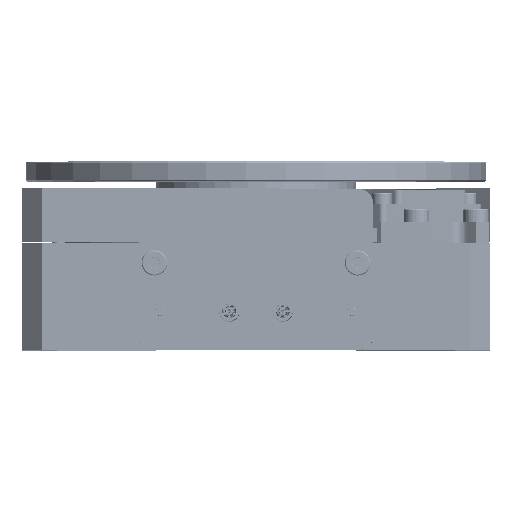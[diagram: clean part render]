
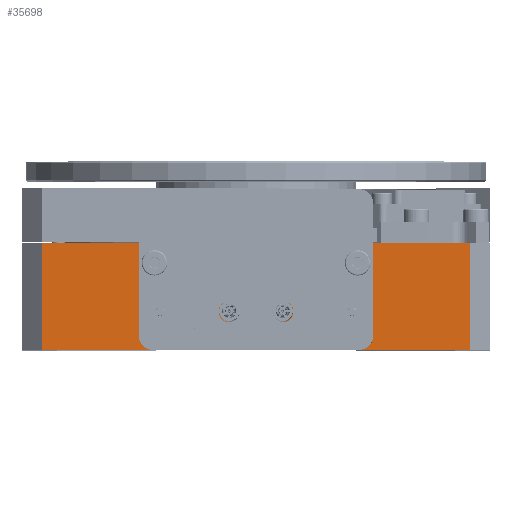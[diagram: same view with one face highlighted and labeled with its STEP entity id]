
A CAD part, top view. The second image highlights one B-rep face of the part: STEP entity #35698.
In plain terms, the highlighted planar face has unit normal (0, 0, 1).
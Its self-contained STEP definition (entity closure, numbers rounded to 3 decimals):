
#21 = VERTEX_POINT ( 'NONE', #14609 ) ;
#94 = DIRECTION ( 'NONE',  ( 0., 1., 0. ) ) ;
#895 = AXIS2_PLACEMENT_3D ( 'NONE', #8152, #11897, #52231 ) ;
#1110 = ORIENTED_EDGE ( 'NONE', *, *, #55279, .F. ) ;
#1343 = AXIS2_PLACEMENT_3D ( 'NONE', #20677, #7402, #2209 ) ;
#1376 = EDGE_CURVE ( 'NONE', #38495, #19464, #18438, .T. ) ;
#1603 = VECTOR ( 'NONE', #36988, 1000. ) ;
#1953 = LINE ( 'NONE', #41148, #45100 ) ;
#2209 = DIRECTION ( 'NONE',  ( 1., 0., 0. ) ) ;
#3105 = ORIENTED_EDGE ( 'NONE', *, *, #49800, .F. ) ;
#3410 = DIRECTION ( 'NONE',  ( -1., 0., 0. ) ) ;
#4168 = VERTEX_POINT ( 'NONE', #20362 ) ;
#5503 = VERTEX_POINT ( 'NONE', #42480 ) ;
#5984 = VERTEX_POINT ( 'NONE', #17875 ) ;
#7089 = CARTESIAN_POINT ( 'NONE',  ( 32., 16., 35. ) ) ;
#7402 = DIRECTION ( 'NONE',  ( 0., 0., 1. ) ) ;
#7431 = VERTEX_POINT ( 'NONE', #28266 ) ;
#7587 = VERTEX_POINT ( 'NONE', #47207 ) ;
#7893 = ORIENTED_EDGE ( 'NONE', *, *, #14449, .F. ) ;
#8152 = CARTESIAN_POINT ( 'NONE',  ( -15.2, 13., 35. ) ) ;
#8633 = EDGE_LOOP ( 'NONE', ( #21900, #34315, #1110, #38807, #48181, #17704, #18788, #52601, #7893, #42593, #3105, #53270 ) ) ;
#9271 = FACE_OUTER_BOUND ( 'NONE', #8633, .T. ) ;
#9428 = EDGE_LOOP ( 'NONE', ( #12461, #23336 ) ) ;
#9478 = EDGE_CURVE ( 'NONE', #7431, #7587, #54684, .T. ) ;
#10052 = VECTOR ( 'NONE', #3410, 1000. ) ;
#10655 = VERTEX_POINT ( 'NONE', #28729 ) ;
#11369 = DIRECTION ( 'NONE',  ( 1., 0., 0. ) ) ;
#11400 = LINE ( 'NONE', #7089, #18819 ) ;
#11606 = DIRECTION ( 'NONE',  ( 0., -1., 0. ) ) ;
#11897 = DIRECTION ( 'NONE',  ( 0., 0., 1. ) ) ;
#12461 = ORIENTED_EDGE ( 'NONE', *, *, #27202, .F. ) ;
#12462 = LINE ( 'NONE', #33792, #18699 ) ;
#12716 = EDGE_LOOP ( 'NONE', ( #30540, #50584 ) ) ;
#13278 = CARTESIAN_POINT ( 'NONE',  ( 15., 3., 35. ) ) ;
#13458 = CARTESIAN_POINT ( 'NONE',  ( -15.2, 13., 35. ) ) ;
#13888 = CARTESIAN_POINT ( 'NONE',  ( -35., 16., 35. ) ) ;
#14383 = CARTESIAN_POINT ( 'NONE',  ( 15., 3., 35. ) ) ;
#14449 = EDGE_CURVE ( 'NONE', #38495, #5984, #21569, .T. ) ;
#14609 = CARTESIAN_POINT ( 'NONE',  ( -15., 3., 35. ) ) ;
#15809 = CARTESIAN_POINT ( 'NONE',  ( 32., 16., 35. ) ) ;
#16083 = CARTESIAN_POINT ( 'NONE',  ( 15., 3., 35. ) ) ;
#16287 = LINE ( 'NONE', #20325, #30190 ) ;
#16777 = EDGE_CURVE ( 'NONE', #54167, #29206, #1953, .T. ) ;
#17704 = ORIENTED_EDGE ( 'NONE', *, *, #22740, .F. ) ;
#17875 = CARTESIAN_POINT ( 'NONE',  ( -4., 7., 35. ) ) ;
#18156 = CARTESIAN_POINT ( 'NONE',  ( 4., 16., 35. ) ) ;
#18220 = FACE_BOUND ( 'NONE', #9428, .T. ) ;
#18438 = LINE ( 'NONE', #18156, #45525 ) ;
#18628 = VERTEX_POINT ( 'NONE', #25182 ) ;
#18699 = VECTOR ( 'NONE', #11606, 1000. ) ;
#18788 = ORIENTED_EDGE ( 'NONE', *, *, #43337, .F. ) ;
#18819 = VECTOR ( 'NONE', #51441, 1000. ) ;
#18860 = CIRCLE ( 'NONE', #1343, 0.8 ) ;
#19186 = LINE ( 'NONE', #19459, #1603 ) ;
#19293 = VERTEX_POINT ( 'NONE', #50992 ) ;
#19459 = CARTESIAN_POINT ( 'NONE',  ( -35., 0., 35. ) ) ;
#19464 = VERTEX_POINT ( 'NONE', #24832 ) ;
#20325 = CARTESIAN_POINT ( 'NONE',  ( -35., 16., 35. ) ) ;
#20362 = CARTESIAN_POINT ( 'NONE',  ( -32., 16., 35. ) ) ;
#20616 = DIRECTION ( 'NONE',  ( 0., 0., 1. ) ) ;
#20677 = CARTESIAN_POINT ( 'NONE',  ( 15.2, 13., 35. ) ) ;
#21569 = LINE ( 'NONE', #38246, #10052 ) ;
#21900 = ORIENTED_EDGE ( 'NONE', *, *, #41831, .T. ) ;
#21990 = DIRECTION ( 'NONE',  ( -1., 0., 0. ) ) ;
#22639 = EDGE_CURVE ( 'NONE', #5503, #30396, #11400, .T. ) ;
#22740 = EDGE_CURVE ( 'NONE', #21, #29206, #37882, .T. ) ;
#23336 = ORIENTED_EDGE ( 'NONE', *, *, #33062, .F. ) ;
#23603 = DIRECTION ( 'NONE',  ( -1., 0., 0. ) ) ;
#24832 = CARTESIAN_POINT ( 'NONE',  ( 4., 3., 35. ) ) ;
#25182 = CARTESIAN_POINT ( 'NONE',  ( 16., 13., 35. ) ) ;
#25803 = CARTESIAN_POINT ( 'NONE',  ( -4., 16., 35. ) ) ;
#26249 = VERTEX_POINT ( 'NONE', #41362 ) ;
#26996 = DIRECTION ( 'NONE',  ( 1., 0., 0. ) ) ;
#27013 = VECTOR ( 'NONE', #54961, 1000. ) ;
#27202 = EDGE_CURVE ( 'NONE', #26249, #19293, #31269, .T. ) ;
#28266 = CARTESIAN_POINT ( 'NONE',  ( 15., 3., 35. ) ) ;
#28419 = CARTESIAN_POINT ( 'NONE',  ( 15.2, 13., 35. ) ) ;
#28496 = DIRECTION ( 'NONE',  ( 1., 0., 0. ) ) ;
#28729 = CARTESIAN_POINT ( 'NONE',  ( 14.4, 13., 35. ) ) ;
#28768 = VECTOR ( 'NONE', #23603, 1000. ) ;
#29206 = VERTEX_POINT ( 'NONE', #41959 ) ;
#29822 = LINE ( 'NONE', #25803, #49003 ) ;
#30190 = VECTOR ( 'NONE', #37580, 1000. ) ;
#30396 = VERTEX_POINT ( 'NONE', #15809 ) ;
#30540 = ORIENTED_EDGE ( 'NONE', *, *, #32503, .F. ) ;
#30595 = AXIS2_PLACEMENT_3D ( 'NONE', #13888, #31443, #21990 ) ;
#31094 = LINE ( 'NONE', #14383, #28768 ) ;
#31269 = CIRCLE ( 'NONE', #895, 0.8 ) ;
#31443 = DIRECTION ( 'NONE',  ( 0., 0., -1. ) ) ;
#31529 = CARTESIAN_POINT ( 'NONE',  ( 4., 7., 35. ) ) ;
#32503 = EDGE_CURVE ( 'NONE', #18628, #10655, #18860, .T. ) ;
#33062 = EDGE_CURVE ( 'NONE', #19293, #26249, #47365, .T. ) ;
#33792 = CARTESIAN_POINT ( 'NONE',  ( -32., 16., 35. ) ) ;
#34315 = ORIENTED_EDGE ( 'NONE', *, *, #22639, .T. ) ;
#35423 = EDGE_CURVE ( 'NONE', #4168, #54167, #12462, .T. ) ;
#35698 = ADVANCED_FACE ( 'NONE', ( #9271, #18220, #35761 ), #53330, .F. ) ;
#35761 = FACE_BOUND ( 'NONE', #12716, .T. ) ;
#36323 = CARTESIAN_POINT ( 'NONE',  ( -32., 0., 35. ) ) ;
#36988 = DIRECTION ( 'NONE',  ( 1., 0., 0. ) ) ;
#37197 = VECTOR ( 'NONE', #55456, 1000. ) ;
#37580 = DIRECTION ( 'NONE',  ( 1., 0., 0. ) ) ;
#37882 = LINE ( 'NONE', #42223, #37197 ) ;
#38246 = CARTESIAN_POINT ( 'NONE',  ( -35., 7., 35. ) ) ;
#38495 = VERTEX_POINT ( 'NONE', #31529 ) ;
#38807 = ORIENTED_EDGE ( 'NONE', *, *, #35423, .T. ) ;
#41148 = CARTESIAN_POINT ( 'NONE',  ( -35., 0., 35. ) ) ;
#41362 = CARTESIAN_POINT ( 'NONE',  ( -14.4, 13., 35. ) ) ;
#41831 = EDGE_CURVE ( 'NONE', #7587, #5503, #19186, .T. ) ;
#41959 = CARTESIAN_POINT ( 'NONE',  ( -15., 0., 35. ) ) ;
#42223 = CARTESIAN_POINT ( 'NONE',  ( -15., 3., 35. ) ) ;
#42480 = CARTESIAN_POINT ( 'NONE',  ( 32., 0., 35. ) ) ;
#42593 = ORIENTED_EDGE ( 'NONE', *, *, #1376, .T. ) ;
#42764 = AXIS2_PLACEMENT_3D ( 'NONE', #13458, #47147, #26996 ) ;
#43036 = AXIS2_PLACEMENT_3D ( 'NONE', #28419, #20616, #11369 ) ;
#43337 = EDGE_CURVE ( 'NONE', #48279, #21, #31094, .T. ) ;
#43745 = EDGE_CURVE ( 'NONE', #48279, #5984, #29822, .T. ) ;
#43795 = CARTESIAN_POINT ( 'NONE',  ( -4., 3., 35. ) ) ;
#43803 = LINE ( 'NONE', #13278, #50958 ) ;
#45100 = VECTOR ( 'NONE', #28496, 1000. ) ;
#45525 = VECTOR ( 'NONE', #53848, 1000. ) ;
#47147 = DIRECTION ( 'NONE',  ( 0., 0., 1. ) ) ;
#47207 = CARTESIAN_POINT ( 'NONE',  ( 15., 0., 35. ) ) ;
#47365 = CIRCLE ( 'NONE', #42764, 0.8 ) ;
#48181 = ORIENTED_EDGE ( 'NONE', *, *, #16777, .T. ) ;
#48279 = VERTEX_POINT ( 'NONE', #43795 ) ;
#48577 = CIRCLE ( 'NONE', #43036, 0.8 ) ;
#49003 = VECTOR ( 'NONE', #94, 1000. ) ;
#49800 = EDGE_CURVE ( 'NONE', #7431, #19464, #43803, .T. ) ;
#50584 = ORIENTED_EDGE ( 'NONE', *, *, #55212, .F. ) ;
#50958 = VECTOR ( 'NONE', #56481, 1000. ) ;
#50992 = CARTESIAN_POINT ( 'NONE',  ( -16., 13., 35. ) ) ;
#51441 = DIRECTION ( 'NONE',  ( 0., 1., 0. ) ) ;
#52231 = DIRECTION ( 'NONE',  ( 1., 0., 0. ) ) ;
#52601 = ORIENTED_EDGE ( 'NONE', *, *, #43745, .T. ) ;
#53270 = ORIENTED_EDGE ( 'NONE', *, *, #9478, .T. ) ;
#53330 = PLANE ( 'NONE',  #30595 ) ;
#53848 = DIRECTION ( 'NONE',  ( 0., -1., 0. ) ) ;
#54167 = VERTEX_POINT ( 'NONE', #36323 ) ;
#54684 = LINE ( 'NONE', #16083, #27013 ) ;
#54961 = DIRECTION ( 'NONE',  ( 0., -1., 0. ) ) ;
#55212 = EDGE_CURVE ( 'NONE', #10655, #18628, #48577, .T. ) ;
#55279 = EDGE_CURVE ( 'NONE', #4168, #30396, #16287, .T. ) ;
#55456 = DIRECTION ( 'NONE',  ( 0., -1., 0. ) ) ;
#56481 = DIRECTION ( 'NONE',  ( -1., 0., 0. ) ) ;
